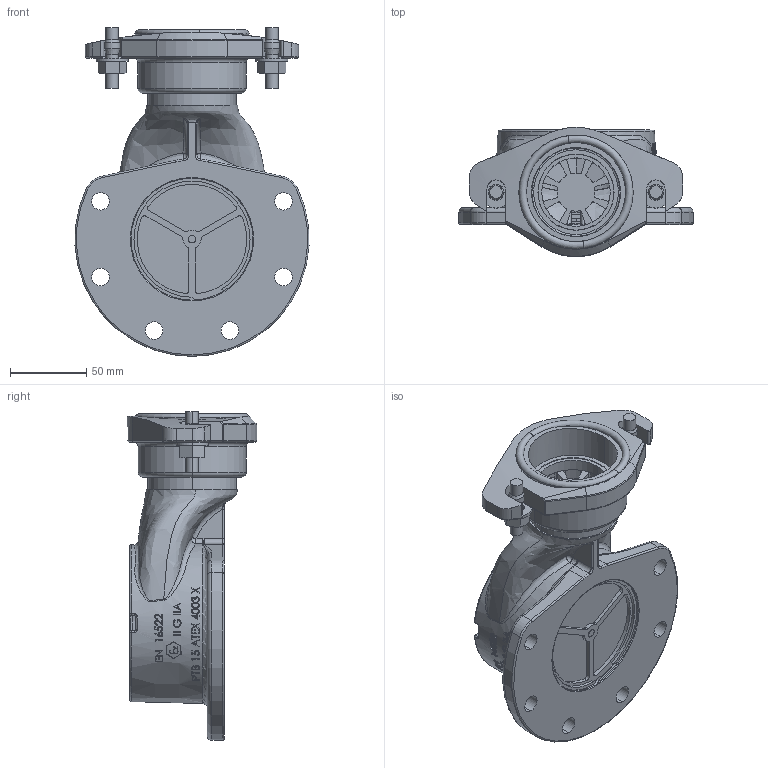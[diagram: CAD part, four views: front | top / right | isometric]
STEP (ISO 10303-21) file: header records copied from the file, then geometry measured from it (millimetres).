
FILE_DESCRIPTION (( 'STEP AP214' ), '1' );
FILE_NAME ('DBG3-FL_251662.STEP', '2015-05-18T06:59:36', ( 'Admin1' ), ( '' ), 'SwSTEP 2.0', 'SolidWorks 2014', '' );
FILE_SCHEMA (( 'AUTOMOTIVE_DESIGN' ));
Length unit declared in the file: millimetre
Products named in the file (1): DBG3-FL_251662
Bounding box: 153.74 x 84.86 x 216 mm (x, y, z)
Surface area: 118211.3 mm2 (no closed solid volume)
Topology: 0 solids, 24 shells, 1021 faces, 3114 edges, 2084 vertices
Faces by surface type: plane 404, bspline 251, cylinder 197, cone 125, torus 32, sphere 12
Entity records: 63530 total; most frequent: CARTESIAN_POINT 28950, ORIENTED_EDGE 5420, DIRECTION 3562, EDGE_CURVE 3106, VERTEX_POINT 2082, AXIS2_PLACEMENT_3D 1261, EDGE_LOOP 1156, LINE 1040
